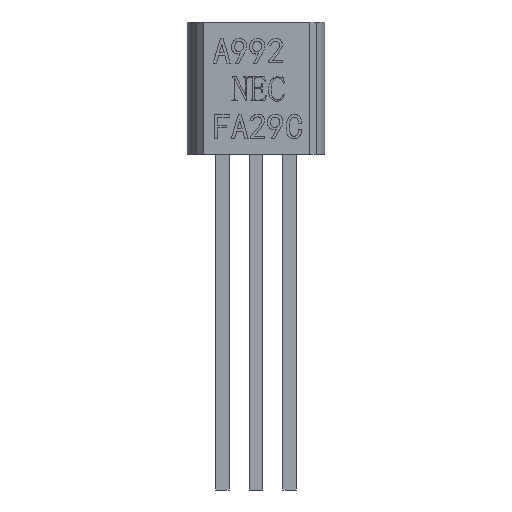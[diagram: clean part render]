
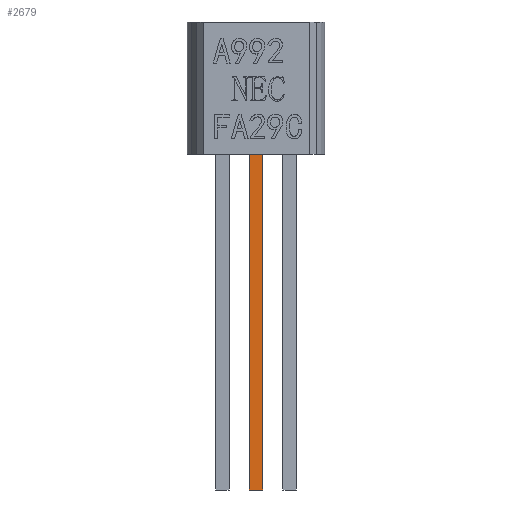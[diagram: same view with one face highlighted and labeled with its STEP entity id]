
A CAD part, front view. The second image highlights one B-rep face of the part: STEP entity #2679.
In plain terms, the highlighted planar face has unit normal (0, -1, 0).
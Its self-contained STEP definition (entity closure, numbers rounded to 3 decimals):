
#1106 = EDGE_CURVE ( 'NONE', #4652, #4677, #2160, .T. ) ;
#1117 = EDGE_CURVE ( 'NONE', #4652, #4684, #2142, .T. ) ;
#1135 = EDGE_CURVE ( 'NONE', #4684, #4679, #2224, .T. ) ;
#1140 = EDGE_CURVE ( 'NONE', #4677, #4679, #2228, .T. ) ;
#1485 = EDGE_LOOP ( 'NONE', ( #1785, #1810, #1883, #1832 ) ) ;
#1785 = ORIENTED_EDGE ( 'NONE', *, *, #1135, .F. ) ;
#1810 = ORIENTED_EDGE ( 'NONE', *, *, #1117, .F. ) ;
#1832 = ORIENTED_EDGE ( 'NONE', *, *, #1140, .T. ) ;
#1883 = ORIENTED_EDGE ( 'NONE', *, *, #1106, .T. ) ;
#2142 = LINE ( 'NONE', #3371, #2144 ) ;
#2144 = VECTOR ( 'NONE', #3348, 1000. ) ;
#2160 = LINE ( 'NONE', #3328, #2190 ) ;
#2190 = VECTOR ( 'NONE', #3355, 1000. ) ;
#2224 = LINE ( 'NONE', #3434, #2245 ) ;
#2228 = LINE ( 'NONE', #3468, #2260 ) ;
#2245 = VECTOR ( 'NONE', #3406, 1000. ) ;
#2260 = VECTOR ( 'NONE', #3441, 1000. ) ;
#2566 = AXIS2_PLACEMENT_3D ( 'NONE', #3670, #3671, #3700 ) ;
#2679 = ADVANCED_FACE ( 'NONE', ( #4512 ), #3701, .T. ) ;
#3328 = CARTESIAN_POINT ( 'NONE',  ( -0.25, -0.25, -12.7 ) ) ;
#3348 = DIRECTION ( 'NONE',  ( 0., 0., 1. ) ) ;
#3355 = DIRECTION ( 'NONE',  ( 1., 0., 0. ) ) ;
#3371 = CARTESIAN_POINT ( 'NONE',  ( -0.25, -0.25, -12.7 ) ) ;
#3406 = DIRECTION ( 'NONE',  ( 1., 0., 0. ) ) ;
#3434 = CARTESIAN_POINT ( 'NONE',  ( -0.25, -0.25, 0. ) ) ;
#3441 = DIRECTION ( 'NONE',  ( 0., 0., 1. ) ) ;
#3468 = CARTESIAN_POINT ( 'NONE',  ( 0.25, -0.25, -12.7 ) ) ;
#3670 = CARTESIAN_POINT ( 'NONE',  ( -0.25, -0.25, -12.7 ) ) ;
#3671 = DIRECTION ( 'NONE',  ( 0., -1., 0. ) ) ;
#3699 = CARTESIAN_POINT ( 'NONE',  ( -0.25, -0.25, -12.7 ) ) ;
#3700 = DIRECTION ( 'NONE',  ( 0., 0., -1. ) ) ;
#3701 = PLANE ( 'NONE',  #2566 ) ;
#3730 = CARTESIAN_POINT ( 'NONE',  ( 0.25, -0.25, 0. ) ) ;
#3748 = CARTESIAN_POINT ( 'NONE',  ( 0.25, -0.25, -12.7 ) ) ;
#3762 = CARTESIAN_POINT ( 'NONE',  ( -0.25, -0.25, 0. ) ) ;
#4512 = FACE_OUTER_BOUND ( 'NONE', #1485, .T. ) ;
#4652 = VERTEX_POINT ( 'NONE', #3699 ) ;
#4677 = VERTEX_POINT ( 'NONE', #3748 ) ;
#4679 = VERTEX_POINT ( 'NONE', #3730 ) ;
#4684 = VERTEX_POINT ( 'NONE', #3762 ) ;
